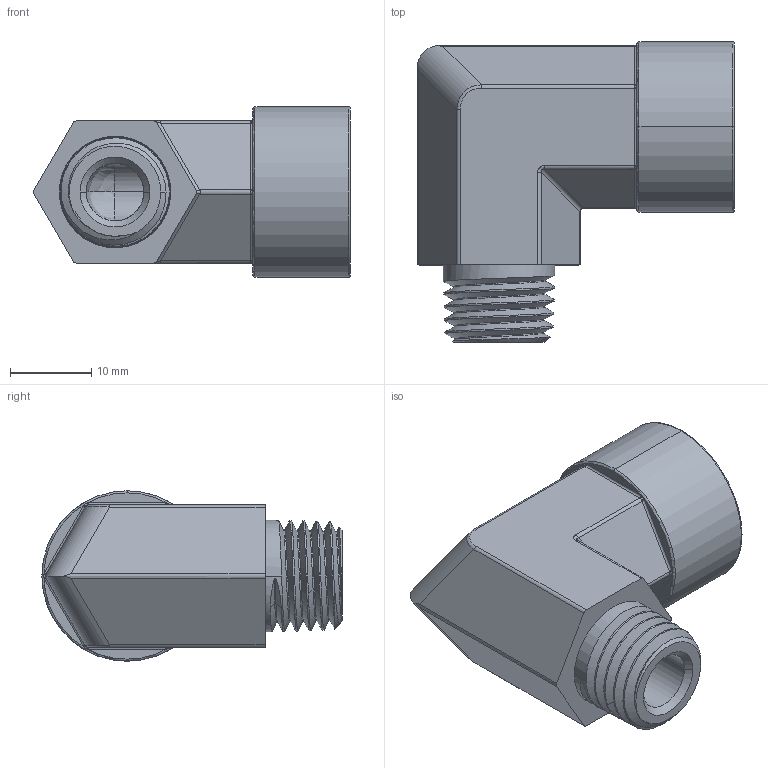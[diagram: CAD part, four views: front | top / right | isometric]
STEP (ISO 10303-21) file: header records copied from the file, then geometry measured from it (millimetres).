
FILE_DESCRIPTION((''),'2;1');
FILE_NAME('001_H-SLC_MASTER','2025-07-07T15:42:16',('Administrator'),(''),'CREO PARAMETRIC BY PTC INC, 2020414','CREO PARAMETRIC BY PTC INC, 2020414','');
FILE_SCHEMA(('AUTOMOTIVE_DESIGN { 1 0 10303 214 1 1 1 1 }'));
Length unit declared in the file: millimetre
Products named in the file (1): 001_H-SLC_MASTER
Bounding box: 39.03 x 37 x 21 mm (x, y, z)
Volume: 11120.9 mm3; surface area: 5852.1 mm2
Topology: 1 solids, 1 shells, 127 faces, 323 edges, 211 vertices
Faces by surface type: cylinder 31, bspline 31, cone 25, plane 24, torus 16
Entity records: 17067 total; most frequent: CARTESIAN_POINT 13134, ORIENTED_EDGE 626, DIRECTION 503, PRESENTATION_STYLE_ASSIGNMENT 325, STYLED_ITEM 325, CURVE_STYLE 324, EDGE_CURVE 313, AXIS2_PLACEMENT_3D 196
